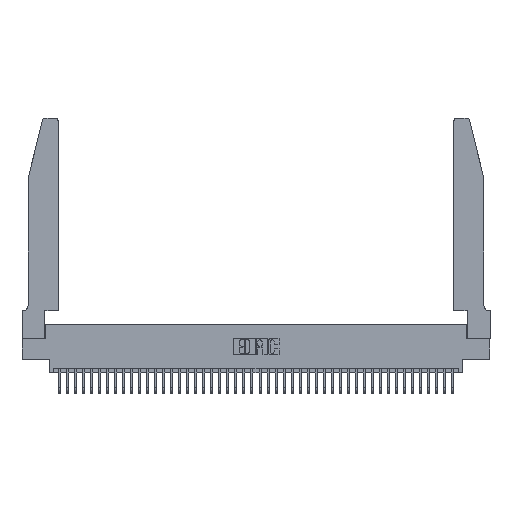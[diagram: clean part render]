
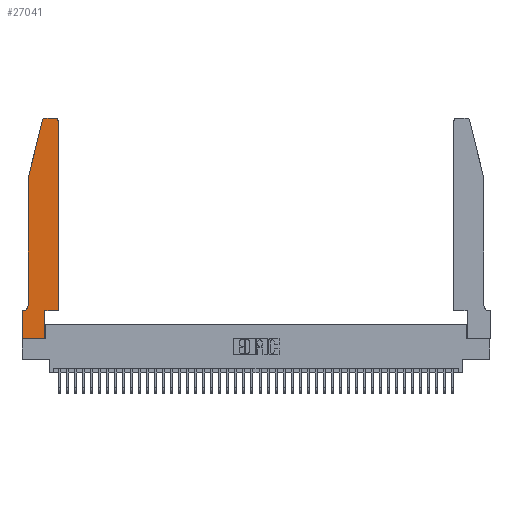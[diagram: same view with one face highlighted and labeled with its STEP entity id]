
A CAD part, top view. The second image highlights one B-rep face of the part: STEP entity #27041.
In plain terms, the highlighted planar face has unit normal (0, 0, 1).
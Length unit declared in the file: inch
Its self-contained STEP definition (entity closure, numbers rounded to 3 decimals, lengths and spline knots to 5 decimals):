
#74 = CIRCLE ( 'NONE', #41016, 0.03 ) ;
#656 = ORIENTED_EDGE ( 'NONE', *, *, #19559, .T. ) ;
#1057 = DIRECTION ( 'NONE',  ( -1., 0., 0. ) ) ;
#1244 = DIRECTION ( 'NONE',  ( 1., 0., 0. ) ) ;
#1351 = VECTOR ( 'NONE', #34932, 39.37008 ) ;
#1469 = CARTESIAN_POINT ( 'NONE',  ( 0., 0.35, 0.37 ) ) ;
#2269 = DIRECTION ( 'NONE',  ( 0., 1., 0. ) ) ;
#3878 = CARTESIAN_POINT ( 'NONE',  ( 0., 0., 0.37 ) ) ;
#4380 = LINE ( 'NONE', #26138, #34132 ) ;
#4474 = ORIENTED_EDGE ( 'NONE', *, *, #9384, .T. ) ;
#4625 = CARTESIAN_POINT ( 'NONE',  ( 0.4205, 2.72, 0.37 ) ) ;
#4689 = PLANE ( 'NONE',  #36798 ) ;
#4793 = EDGE_CURVE ( 'NONE', #43264, #32179, #74, .T. ) ;
#4825 = CARTESIAN_POINT ( 'NONE',  ( 0.2865, 0.35, 0.37 ) ) ;
#5344 = LINE ( 'NONE', #29393, #37694 ) ;
#5495 = CARTESIAN_POINT ( 'NONE',  ( 0.0055, 0.42, 0.37 ) ) ;
#5760 = DIRECTION ( 'NONE',  ( -0.239, -0.971, 0. ) ) ;
#6126 = VERTEX_POINT ( 'NONE', #30520 ) ;
#6920 = LINE ( 'NONE', #9149, #15176 ) ;
#6999 = ORIENTED_EDGE ( 'NONE', *, *, #28681, .T. ) ;
#8194 = DIRECTION ( 'NONE',  ( 1., 0., 0. ) ) ;
#9042 = DIRECTION ( 'NONE',  ( -1., 0., 0. ) ) ;
#9149 = CARTESIAN_POINT ( 'NONE',  ( 0.0755, 2., 0.37 ) ) ;
#9176 = VERTEX_POINT ( 'NONE', #44340 ) ;
#9384 = EDGE_CURVE ( 'NONE', #26557, #9176, #39240, .T. ) ;
#9424 = CARTESIAN_POINT ( 'NONE',  ( 0.2865, 0.35, 0.37 ) ) ;
#9935 = EDGE_CURVE ( 'NONE', #35922, #24695, #43985, .T. ) ;
#10161 = LINE ( 'NONE', #9424, #38580 ) ;
#10232 = EDGE_CURVE ( 'NONE', #24695, #13276, #15160, .T. ) ;
#11059 = EDGE_CURVE ( 'NONE', #30904, #21046, #10161, .T. ) ;
#11661 = VERTEX_POINT ( 'NONE', #19548 ) ;
#11822 = CARTESIAN_POINT ( 'NONE',  ( 0.0755, 0.42, 0.37 ) ) ;
#13268 = VECTOR ( 'NONE', #41694, 39.37008 ) ;
#13276 = VERTEX_POINT ( 'NONE', #37913 ) ;
#13321 = CARTESIAN_POINT ( 'NONE',  ( 0.2865, 0., 0.37 ) ) ;
#13410 = LINE ( 'NONE', #39874, #19299 ) ;
#14121 = EDGE_CURVE ( 'NONE', #21046, #11661, #5344, .T. ) ;
#14509 = ORIENTED_EDGE ( 'NONE', *, *, #40578, .T. ) ;
#15160 = CIRCLE ( 'NONE', #41982, 0.07 ) ;
#15176 = VECTOR ( 'NONE', #5760, 39.37008 ) ;
#15314 = CARTESIAN_POINT ( 'NONE',  ( 0., 0.35, 0.37 ) ) ;
#15638 = ORIENTED_EDGE ( 'NONE', *, *, #9935, .T. ) ;
#16604 = DIRECTION ( 'NONE',  ( 0., 0., 1. ) ) ;
#17679 = DIRECTION ( 'NONE',  ( 0., 1., 0. ) ) ;
#17839 = ORIENTED_EDGE ( 'NONE', *, *, #11059, .T. ) ;
#18511 = ORIENTED_EDGE ( 'NONE', *, *, #4793, .T. ) ;
#18876 = LINE ( 'NONE', #41508, #35957 ) ;
#19299 = VECTOR ( 'NONE', #43306, 39.37008 ) ;
#19548 = CARTESIAN_POINT ( 'NONE',  ( 0.4505, 0.35, 0.37 ) ) ;
#19559 = EDGE_CURVE ( 'NONE', #11661, #26557, #18876, .T. ) ;
#20870 = AXIS2_PLACEMENT_3D ( 'NONE', #4625, #28866, #8194 ) ;
#21046 = VERTEX_POINT ( 'NONE', #4825 ) ;
#21216 = CARTESIAN_POINT ( 'NONE',  ( 0.25487, 2.72718, 0.37 ) ) ;
#21263 = CARTESIAN_POINT ( 'NONE',  ( 0.0755, 2., 0.37 ) ) ;
#22223 = DIRECTION ( 'NONE',  ( 0., 0., 1. ) ) ;
#22224 = EDGE_CURVE ( 'NONE', #9176, #43264, #4380, .T. ) ;
#23786 = LINE ( 'NONE', #42415, #31734 ) ;
#24695 = VERTEX_POINT ( 'NONE', #11822 ) ;
#24836 = EDGE_CURVE ( 'NONE', #31719, #6126, #13410, .T. ) ;
#25270 = ORIENTED_EDGE ( 'NONE', *, *, #10232, .T. ) ;
#26138 = CARTESIAN_POINT ( 'NONE',  ( 0.2605, 2.75, 0.37 ) ) ;
#26557 = VERTEX_POINT ( 'NONE', #39949 ) ;
#27041 = ADVANCED_FACE ( 'NONE', ( #41492 ), #4689, .T. ) ;
#28272 = EDGE_LOOP ( 'NONE', ( #37331, #18511, #14509, #15638, #25270, #6999, #31025, #43667, #17839, #28727, #656, #4474 ) ) ;
#28681 = EDGE_CURVE ( 'NONE', #13276, #31719, #23786, .T. ) ;
#28727 = ORIENTED_EDGE ( 'NONE', *, *, #14121, .T. ) ;
#28801 = DIRECTION ( 'NONE',  ( -1., 0., 0. ) ) ;
#28866 = DIRECTION ( 'NONE',  ( 0., 0., 1. ) ) ;
#29393 = CARTESIAN_POINT ( 'NONE',  ( 0.4505, 0.35, 0.37 ) ) ;
#29678 = DIRECTION ( 'NONE',  ( 0., 0., -1. ) ) ;
#30520 = CARTESIAN_POINT ( 'NONE',  ( 0., 0., 0.37 ) ) ;
#30904 = VERTEX_POINT ( 'NONE', #13321 ) ;
#31025 = ORIENTED_EDGE ( 'NONE', *, *, #24836, .T. ) ;
#31426 = LINE ( 'NONE', #3878, #13268 ) ;
#31719 = VERTEX_POINT ( 'NONE', #1469 ) ;
#31734 = VECTOR ( 'NONE', #1057, 39.37008 ) ;
#32179 = VERTEX_POINT ( 'NONE', #21216 ) ;
#34132 = VECTOR ( 'NONE', #28801, 39.37008 ) ;
#34932 = DIRECTION ( 'NONE',  ( 0., -1., 0. ) ) ;
#35922 = VERTEX_POINT ( 'NONE', #21263 ) ;
#35957 = VECTOR ( 'NONE', #17679, 39.37008 ) ;
#36013 = CARTESIAN_POINT ( 'NONE',  ( 0.284, 2.75, 0.37 ) ) ;
#36798 = AXIS2_PLACEMENT_3D ( 'NONE', #15314, #22223, #1244 ) ;
#37062 = CARTESIAN_POINT ( 'NONE',  ( 0.284, 2.72, 0.37 ) ) ;
#37236 = EDGE_CURVE ( 'NONE', #6126, #30904, #31426, .T. ) ;
#37331 = ORIENTED_EDGE ( 'NONE', *, *, #22224, .T. ) ;
#37694 = VECTOR ( 'NONE', #39500, 39.37008 ) ;
#37913 = CARTESIAN_POINT ( 'NONE',  ( 0.0055, 0.35, 0.37 ) ) ;
#38580 = VECTOR ( 'NONE', #2269, 39.37008 ) ;
#39240 = CIRCLE ( 'NONE', #20870, 0.03 ) ;
#39500 = DIRECTION ( 'NONE',  ( 1., 0., 0. ) ) ;
#39874 = CARTESIAN_POINT ( 'NONE',  ( 0., 0., 0.37 ) ) ;
#39949 = CARTESIAN_POINT ( 'NONE',  ( 0.4505, 2.72, 0.37 ) ) ;
#40444 = DIRECTION ( 'NONE',  ( 1., 0., 0. ) ) ;
#40578 = EDGE_CURVE ( 'NONE', #32179, #35922, #6920, .T. ) ;
#41016 = AXIS2_PLACEMENT_3D ( 'NONE', #37062, #16604, #40444 ) ;
#41492 = FACE_OUTER_BOUND ( 'NONE', #28272, .T. ) ;
#41508 = CARTESIAN_POINT ( 'NONE',  ( 0.4505, 0.35, 0.37 ) ) ;
#41694 = DIRECTION ( 'NONE',  ( 1., 0., 0. ) ) ;
#41753 = CARTESIAN_POINT ( 'NONE',  ( 0.0755, 2., 0.37 ) ) ;
#41982 = AXIS2_PLACEMENT_3D ( 'NONE', #5495, #29678, #9042 ) ;
#42415 = CARTESIAN_POINT ( 'NONE',  ( 0.0755, 0.35, 0.37 ) ) ;
#43264 = VERTEX_POINT ( 'NONE', #36013 ) ;
#43306 = DIRECTION ( 'NONE',  ( 0., -1., 0. ) ) ;
#43667 = ORIENTED_EDGE ( 'NONE', *, *, #37236, .T. ) ;
#43985 = LINE ( 'NONE', #41753, #1351 ) ;
#44340 = CARTESIAN_POINT ( 'NONE',  ( 0.4205, 2.75, 0.37 ) ) ;
